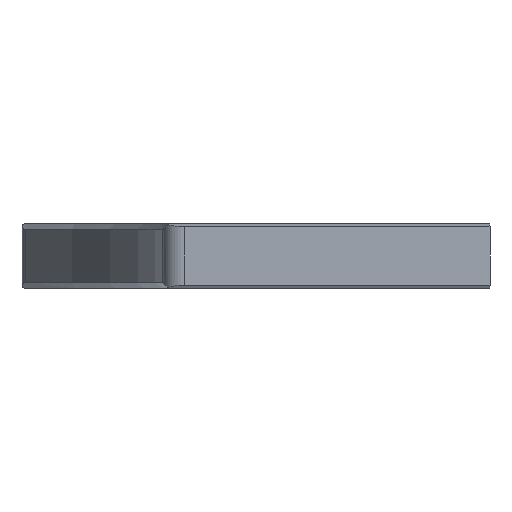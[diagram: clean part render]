
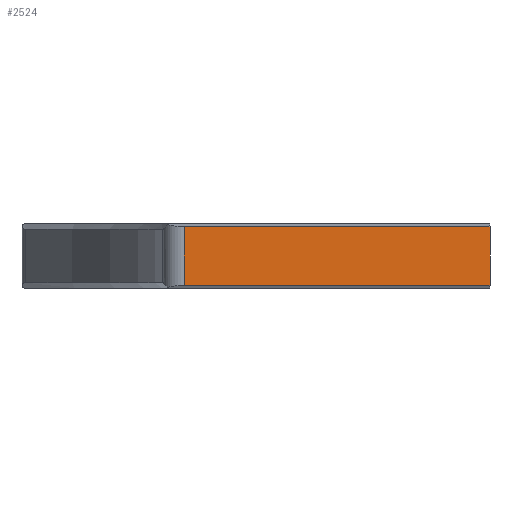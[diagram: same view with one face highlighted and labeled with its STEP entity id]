
A CAD part, front view. The second image highlights one B-rep face of the part: STEP entity #2524.
In plain terms, the highlighted planar face has unit normal (0, -1, 0).
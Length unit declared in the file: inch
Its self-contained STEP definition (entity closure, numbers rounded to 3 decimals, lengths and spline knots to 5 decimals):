
#149 = DIRECTION ( 'NONE',  ( 1., 0., 0. ) ) ;
#163 = ORIENTED_EDGE ( 'NONE', *, *, #257, .T. ) ;
#237 = AXIS2_PLACEMENT_3D ( 'NONE', #1780, #581, #1539 ) ;
#257 = EDGE_CURVE ( 'NONE', #1513, #2440, #413, .T. ) ;
#322 = ORIENTED_EDGE ( 'NONE', *, *, #779, .T. ) ;
#342 = VECTOR ( 'NONE', #1809, 39.37008 ) ;
#413 = LINE ( 'NONE', #1146, #2828 ) ;
#581 = DIRECTION ( 'NONE',  ( 0., -1., 0. ) ) ;
#644 = EDGE_LOOP ( 'NONE', ( #322, #3035, #163, #1908 ) ) ;
#758 = CARTESIAN_POINT ( 'NONE',  ( 6.469, 0., -0.35787 ) ) ;
#779 = EDGE_CURVE ( 'NONE', #2597, #1518, #1337, .T. ) ;
#819 = PLANE ( 'NONE',  #237 ) ;
#906 = CARTESIAN_POINT ( 'NONE',  ( 4.68633, 0., -0.35787 ) ) ;
#1075 = LINE ( 'NONE', #1775, #342 ) ;
#1121 = LINE ( 'NONE', #1856, #1806 ) ;
#1146 = CARTESIAN_POINT ( 'NONE',  ( 6.469, 0., -0.35787 ) ) ;
#1337 = LINE ( 'NONE', #1816, #1342 ) ;
#1342 = VECTOR ( 'NONE', #1768, 39.37008 ) ;
#1511 = FACE_OUTER_BOUND ( 'NONE', #644, .T. ) ;
#1513 = VERTEX_POINT ( 'NONE', #906 ) ;
#1518 = VERTEX_POINT ( 'NONE', #1993 ) ;
#1539 = DIRECTION ( 'NONE',  ( 0., 0., -1. ) ) ;
#1588 = CARTESIAN_POINT ( 'NONE',  ( 6.469, 0., -0.01563 ) ) ;
#1768 = DIRECTION ( 'NONE',  ( -1., 0., 0. ) ) ;
#1775 = CARTESIAN_POINT ( 'NONE',  ( 6.469, 0., -0.3735 ) ) ;
#1780 = CARTESIAN_POINT ( 'NONE',  ( 4.563, 0., -0.3735 ) ) ;
#1806 = VECTOR ( 'NONE', #2795, 39.37008 ) ;
#1809 = DIRECTION ( 'NONE',  ( 0., 0., 1. ) ) ;
#1816 = CARTESIAN_POINT ( 'NONE',  ( 4.563, 0., -0.01563 ) ) ;
#1856 = CARTESIAN_POINT ( 'NONE',  ( 4.68633, 0., -0.3425 ) ) ;
#1908 = ORIENTED_EDGE ( 'NONE', *, *, #2909, .T. ) ;
#1993 = CARTESIAN_POINT ( 'NONE',  ( 4.68633, 0., -0.01563 ) ) ;
#2297 = EDGE_CURVE ( 'NONE', #1518, #1513, #1121, .T. ) ;
#2440 = VERTEX_POINT ( 'NONE', #758 ) ;
#2524 = ADVANCED_FACE ( 'NONE', ( #1511 ), #819, .T. ) ;
#2597 = VERTEX_POINT ( 'NONE', #1588 ) ;
#2795 = DIRECTION ( 'NONE',  ( 0., 0., -1. ) ) ;
#2828 = VECTOR ( 'NONE', #149, 39.37008 ) ;
#2909 = EDGE_CURVE ( 'NONE', #2440, #2597, #1075, .T. ) ;
#3035 = ORIENTED_EDGE ( 'NONE', *, *, #2297, .T. ) ;
